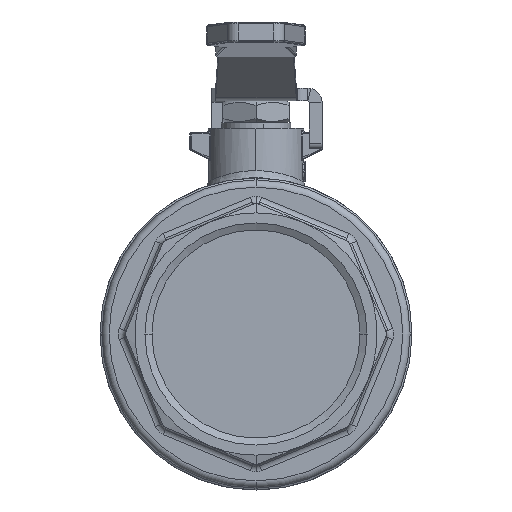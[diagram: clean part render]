
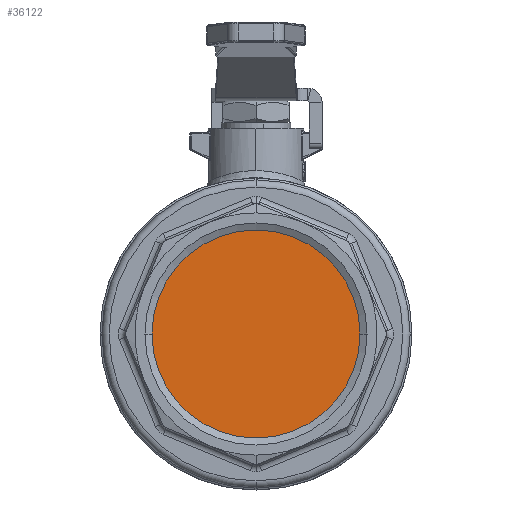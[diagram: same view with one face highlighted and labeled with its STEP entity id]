
A CAD part, front view. The second image highlights one B-rep face of the part: STEP entity #36122.
In plain terms, the highlighted planar face has unit normal (0, -1, 0).
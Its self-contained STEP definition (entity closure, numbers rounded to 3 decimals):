
#7858=CARTESIAN_POINT('',(28.328,-35.,-0.));
#7859=VERTEX_POINT('',#7858);
#7875=CARTESIAN_POINT('',(-28.328,-35.,0.));
#7876=VERTEX_POINT('',#7875);
#7883=CARTESIAN_POINT('',(0.,-35.,0.));
#7884=DIRECTION('',(0.,-1.,0.));
#7885=DIRECTION('',(1.,0.,-0.));
#7886=AXIS2_PLACEMENT_3D('',#7883,#7884,#7885);
#7887=CIRCLE('',#7886,28.328);
#7888=EDGE_CURVE('',#7859,#7876,#7887,.T.);
#35968=CARTESIAN_POINT('',(0.,-35.,0.));
#35969=DIRECTION('',(0.,-1.,0.));
#35970=DIRECTION('',(1.,0.,-0.));
#35971=AXIS2_PLACEMENT_3D('',#35968,#35969,#35970);
#35972=CIRCLE('',#35971,28.328);
#35973=EDGE_CURVE('',#7876,#7859,#35972,.T.);
#36113=CARTESIAN_POINT('',(25.964,-35.,-0.));
#36114=DIRECTION('',(0.,-1.,0.));
#36115=DIRECTION('',(1.,0.,-0.));
#36116=AXIS2_PLACEMENT_3D('',#36113,#36114,#36115);
#36117=PLANE('',#36116);
#36118=ORIENTED_EDGE('',*,*,#35973,.T.);
#36119=ORIENTED_EDGE('',*,*,#7888,.T.);
#36120=EDGE_LOOP('',(#36118,#36119));
#36121=FACE_BOUND('',#36120,.T.);
#36122=ADVANCED_FACE('',(#36121),#36117,.T.);
